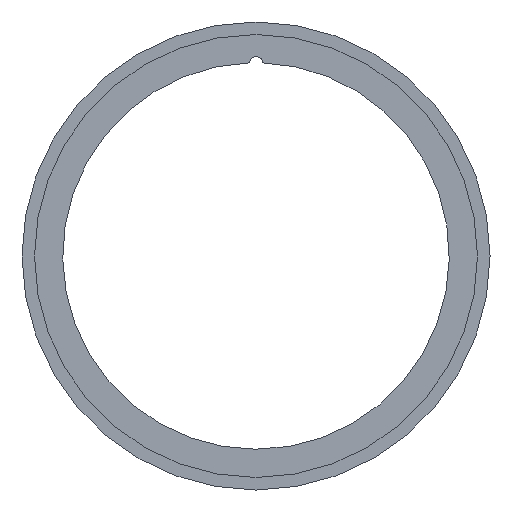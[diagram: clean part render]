
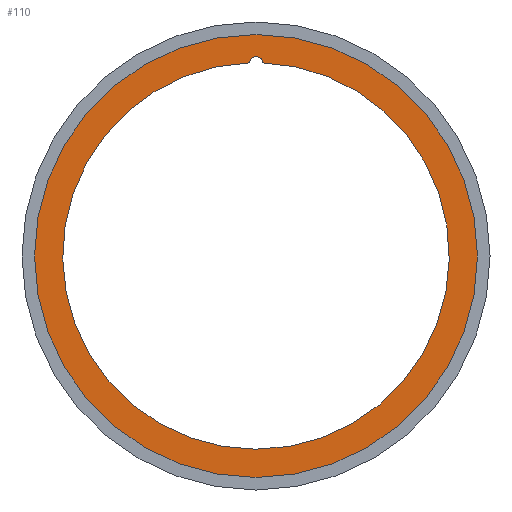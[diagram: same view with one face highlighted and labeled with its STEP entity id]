
A CAD part, front view. The second image highlights one B-rep face of the part: STEP entity #110.
In plain terms, the highlighted planar face has unit normal (0, -1, 0).
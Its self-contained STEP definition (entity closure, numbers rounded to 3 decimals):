
#20=PLANE('',#145);
#30=FACE_BOUND('',#49,.T.);
#36=FACE_OUTER_BOUND('',#48,.T.);
#48=EDGE_LOOP('',(#92));
#49=EDGE_LOOP('',(#93,#94));
#59=CIRCLE('',#143,53.);
#61=CIRCLE('',#146,1.5);
#62=CIRCLE('',#147,46.25);
#68=VERTEX_POINT('',#204);
#70=VERTEX_POINT('',#209);
#71=VERTEX_POINT('',#210);
#77=EDGE_CURVE('',#68,#68,#59,.T.);
#79=EDGE_CURVE('',#70,#71,#61,.T.);
#80=EDGE_CURVE('',#71,#70,#62,.T.);
#92=ORIENTED_EDGE('',*,*,#77,.F.);
#93=ORIENTED_EDGE('',*,*,#79,.F.);
#94=ORIENTED_EDGE('',*,*,#80,.F.);
#110=ADVANCED_FACE('',(#36,#30),#20,.F.);
#143=AXIS2_PLACEMENT_3D('',#205,#171,#172);
#145=AXIS2_PLACEMENT_3D('',#208,#175,#176);
#146=AXIS2_PLACEMENT_3D('',#211,#177,#178);
#147=AXIS2_PLACEMENT_3D('',#212,#179,#180);
#171=DIRECTION('center_axis',(0.,1.,0.));
#172=DIRECTION('ref_axis',(-1.,0.,0.));
#175=DIRECTION('center_axis',(0.,1.,0.));
#176=DIRECTION('ref_axis',(0.,0.,1.));
#177=DIRECTION('center_axis',(0.,-1.,0.));
#178=DIRECTION('ref_axis',(1.,0.,0.005));
#179=DIRECTION('center_axis',(0.,-1.,0.));
#180=DIRECTION('ref_axis',(-0.033,0.,-0.999));
#204=CARTESIAN_POINT('',(53.,11.,0.));
#205=CARTESIAN_POINT('Origin',(0.,11.,0.));
#208=CARTESIAN_POINT('Origin',(0.,11.,0.));
#209=CARTESIAN_POINT('',(1.533,11.,46.225));
#210=CARTESIAN_POINT('',(-1.467,11.,46.227));
#211=CARTESIAN_POINT('Origin',(0.033,11.,46.235));
#212=CARTESIAN_POINT('Origin',(0.,11.,0.));
